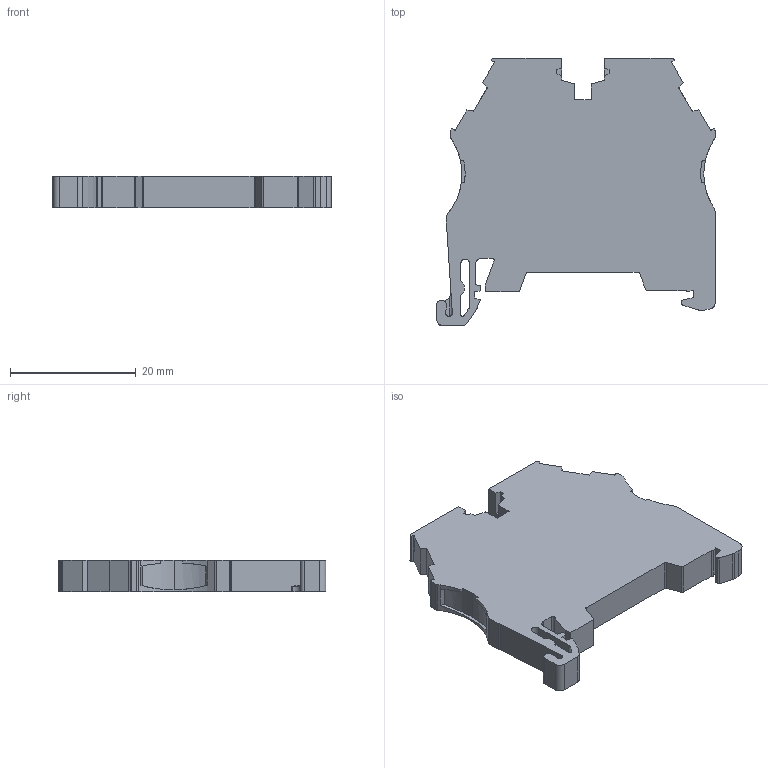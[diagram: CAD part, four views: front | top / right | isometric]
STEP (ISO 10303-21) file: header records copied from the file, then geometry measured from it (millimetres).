
FILE_DESCRIPTION (( 'STEP AP214' ), '1' );
FILE_NAME ('304203_AVK 2,5 RD_Yellow.STP', '2013-11-11T12:01:51', ( 'arge' ), ( 'Microsoft' ), 'SwSTEP 2.0', 'SolidWorks 2013', '' );
FILE_SCHEMA (( 'AUTOMOTIVE_DESIGN' ));
Length unit declared in the file: millimetre
Products named in the file (1): 304203_AVK 2,5 RD_Yellow
Bounding box: 44.2 x 42.5 x 5 mm (x, y, z)
Volume: 6712.3 mm3; surface area: 3925.3 mm2
Topology: 1 solids, 1 shells, 181 faces, 535 edges, 358 vertices
Faces by surface type: plane 98, cylinder 83
Entity records: 6866 total; most frequent: CARTESIAN_POINT 2545, ORIENTED_EDGE 1070, DIRECTION 623, EDGE_CURVE 535, VERTEX_POINT 358, B_SPLINE_CURVE_WITH_KNOTS 285, VECTOR 239, LINE 239
